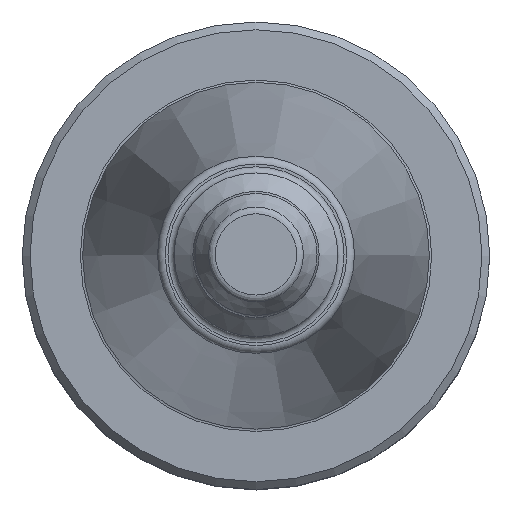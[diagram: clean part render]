
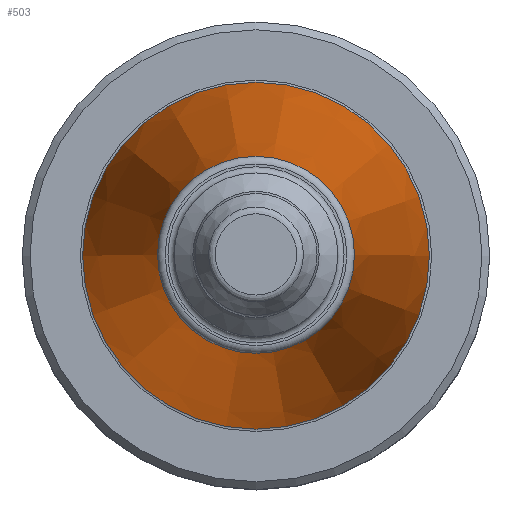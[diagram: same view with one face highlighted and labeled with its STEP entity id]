
A CAD part, top view. The second image highlights one B-rep face of the part: STEP entity #503.
In plain terms, the highlighted conical face has half-angle 8.297 degrees and reference radius 6.257 mm.
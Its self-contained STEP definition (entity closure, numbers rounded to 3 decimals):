
#47=CONICAL_SURFACE('',#579,6.257,0.145);
#78=ORIENTED_EDGE('',*,*,#170,.T.);
#79=ORIENTED_EDGE('',*,*,#171,.T.);
#170=EDGE_CURVE('',#217,#217,#265,.F.);
#171=EDGE_CURVE('',#218,#218,#266,.T.);
#217=VERTEX_POINT('',#884);
#218=VERTEX_POINT('',#886);
#265=CIRCLE('',#580,6.319);
#266=CIRCLE('',#581,11.128);
#314=EDGE_LOOP('',(#78));
#315=EDGE_LOOP('',(#79));
#408=FACE_BOUND('',#314,.T.);
#409=FACE_BOUND('',#315,.T.);
#503=ADVANCED_FACE('',(#408,#409),#47,.T.);
#579=AXIS2_PLACEMENT_3D('',#882,#700,#701);
#580=AXIS2_PLACEMENT_3D('',#883,#702,#703);
#581=AXIS2_PLACEMENT_3D('',#885,#704,#705);
#700=DIRECTION('',(0.,0.,-1.));
#701=DIRECTION('',(-1.,0.,0.));
#702=DIRECTION('',(0.,0.,1.));
#703=DIRECTION('',(1.,0.,0.));
#704=DIRECTION('',(0.,0.,1.));
#705=DIRECTION('',(1.,0.,0.));
#882=CARTESIAN_POINT('',(0.,0.,33.4));
#883=CARTESIAN_POINT('',(0.,0.,32.972));
#884=CARTESIAN_POINT('',(6.319,0.,32.972));
#885=CARTESIAN_POINT('',(0.,0.,0.));
#886=CARTESIAN_POINT('',(11.128,0.,0.));
